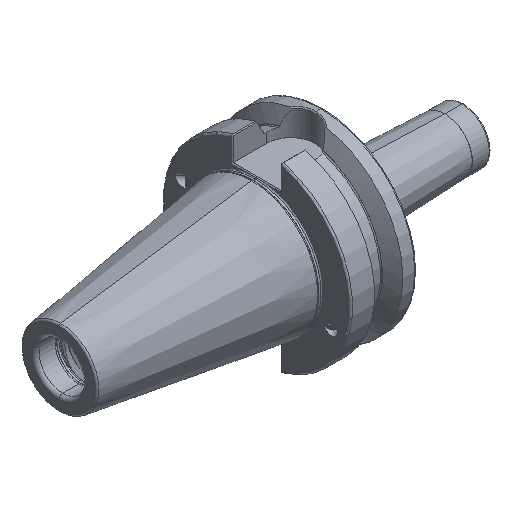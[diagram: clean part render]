
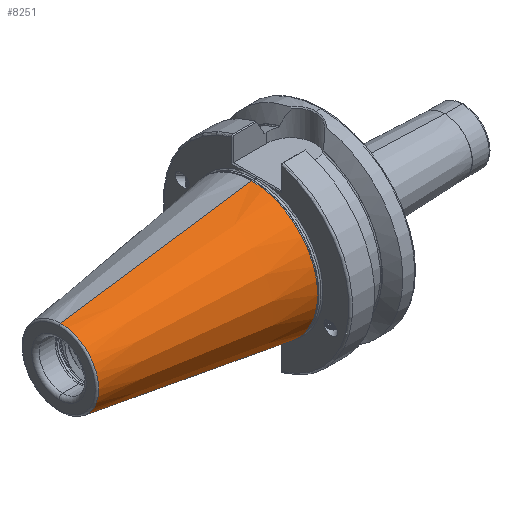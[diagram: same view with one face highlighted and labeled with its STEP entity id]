
A CAD part, isometric view. The second image highlights one B-rep face of the part: STEP entity #8251.
In plain terms, the highlighted conical face has half-angle 8.297 degrees and reference radius 34.998 mm.
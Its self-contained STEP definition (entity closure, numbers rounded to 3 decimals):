
#1141 = CARTESIAN_POINT ( 'NONE',  ( -2.5, 0., -34.998 ) ) ;
#1142 = CARTESIAN_POINT ( 'NONE',  ( -2.5, 0., 34.998 ) ) ;
#1143 = CARTESIAN_POINT ( 'NONE',  ( -103.944, 0., 20.204 ) ) ;
#1144 = CARTESIAN_POINT ( 'NONE',  ( -103.944, 0., -20.204 ) ) ;
#3807 = VERTEX_POINT ( 'NONE', #1141 ) ;
#3808 = VERTEX_POINT ( 'NONE', #1142 ) ;
#3809 = VERTEX_POINT ( 'NONE', #1143 ) ;
#3810 = VERTEX_POINT ( 'NONE', #1144 ) ;
#4564 = AXIS2_PLACEMENT_3D ( 'NONE', #9718, #9719, #9720 ) ;
#4565 = AXIS2_PLACEMENT_3D ( 'NONE', #9721, #9722, #9723 ) ;
#4647 = ORIENTED_EDGE ( 'NONE', *, *, #10292, .T. ) ;
#4649 = ORIENTED_EDGE ( 'NONE', *, *, #13354, .F. ) ;
#4650 = ORIENTED_EDGE ( 'NONE', *, *, #10293, .F. ) ;
#4651 = ORIENTED_EDGE ( 'NONE', *, *, #13356, .T. ) ;
#5697 = LINE ( 'NONE', #5698, #13924 ) ;
#5698 = CARTESIAN_POINT ( 'NONE',  ( -2.5, 0., 34.998 ) ) ;
#5699 = DIRECTION ( 'NONE',  ( 0.99, 0., 0.144 ) ) ;
#5703 = LINE ( 'NONE', #5704, #13926 ) ;
#5704 = CARTESIAN_POINT ( 'NONE',  ( -2.5, 0., -34.998 ) ) ;
#5705 = DIRECTION ( 'NONE',  ( 0.99, 0., -0.144 ) ) ;
#7394 = CONICAL_SURFACE ( 'NONE', #10280, 34.998, 0.145 ) ;
#7490 = CIRCLE ( 'NONE', #4564, 34.998 ) ;
#7491 = CIRCLE ( 'NONE', #4565, 20.204 ) ;
#8251 = ADVANCED_FACE ( 'NONE', ( #10277 ), #7394, .T. ) ;
#8658 = EDGE_LOOP ( 'NONE', ( #4649, #4650, #4651, #4647 ) ) ;
#9718 = CARTESIAN_POINT ( 'NONE',  ( -2.5, 0., 0. ) ) ;
#9719 = DIRECTION ( 'NONE',  ( -1., 0., 0. ) ) ;
#9720 = DIRECTION ( 'NONE',  ( 0., 0., 1. ) ) ;
#9721 = CARTESIAN_POINT ( 'NONE',  ( -103.944, 0., 0. ) ) ;
#9722 = DIRECTION ( 'NONE',  ( -1., 0., 0. ) ) ;
#9723 = DIRECTION ( 'NONE',  ( 0., 0., 1. ) ) ;
#10277 = FACE_OUTER_BOUND ( 'NONE', #8658, .T. ) ;
#10280 = AXIS2_PLACEMENT_3D ( 'NONE', #11288, #11289, #11290 ) ;
#10292 = EDGE_CURVE ( 'NONE', #3807, #3808, #7490, .T. ) ;
#10293 = EDGE_CURVE ( 'NONE', #3810, #3809, #7491, .T. ) ;
#11288 = CARTESIAN_POINT ( 'NONE',  ( -2.5, 0., 0. ) ) ;
#11289 = DIRECTION ( 'NONE',  ( 1., 0., 0. ) ) ;
#11290 = DIRECTION ( 'NONE',  ( 0., 0., -1. ) ) ;
#13354 = EDGE_CURVE ( 'NONE', #3809, #3808, #5697, .T. ) ;
#13356 = EDGE_CURVE ( 'NONE', #3810, #3807, #5703, .T. ) ;
#13924 = VECTOR ( 'NONE', #5699, 1000. ) ;
#13926 = VECTOR ( 'NONE', #5705, 1000. ) ;
